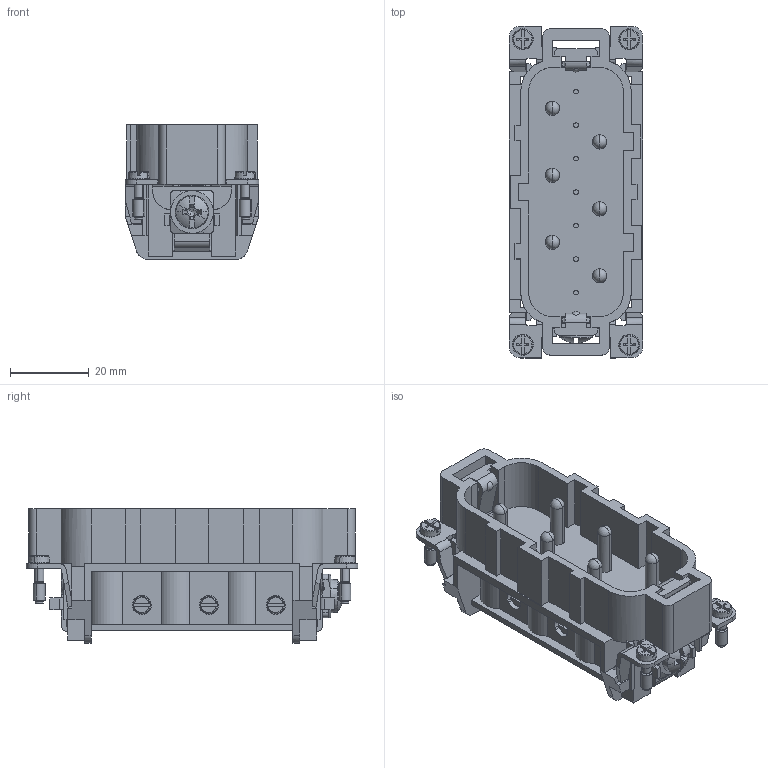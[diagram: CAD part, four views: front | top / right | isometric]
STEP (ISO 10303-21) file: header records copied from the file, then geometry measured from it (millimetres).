
FILE_DESCRIPTION(('CATIA V5 STEP Exchange','CAx-IF Rec.Pracs.--- Model Styling and Organization---1.5--- 2016-08-15','CAx-IF Rec.Pracs.---Supplemental Geometry---1.0---2011-11-01','CAx-IF Rec.Pracs.--- Composite Materials ---1.1---2010-07-15'),'2;1');
FILE_NAME ('13426187_3', '2025-10-23T06:57:02+00:00', ('none'), ('Weidmueller'), 'CATIA Version 5-6 Release 2024 SP4', 'CATIA V5 STEP AP214 v3', 'none');
FILE_SCHEMA(('AUTOMOTIVE_DESIGN { 1 0 10303 214 1 1 1 1 }'));
Length unit declared in the file: millimetre
Products named in the file (1): 1498800000
Bounding box: 34 x 84.27 x 34.15 mm (x, y, z)
Volume: 30985.9 mm3; surface area: 30658.5 mm2
Topology: 1 solids, 1 shells, 1196 faces, 3710 edges, 2461 vertices
Faces by surface type: plane 626, cylinder 334, cone 84, torus 74, sphere 30, revolution 28, bspline 20
Entity records: 41987 total; most frequent: CARTESIAN_POINT 12136, ORIENTED_EDGE 7336, DIRECTION 4352, EDGE_CURVE 3668, VERTEX_POINT 2461, VECTOR 2082, LINE 2082, AXIS2_PLACEMENT_3D 1623
